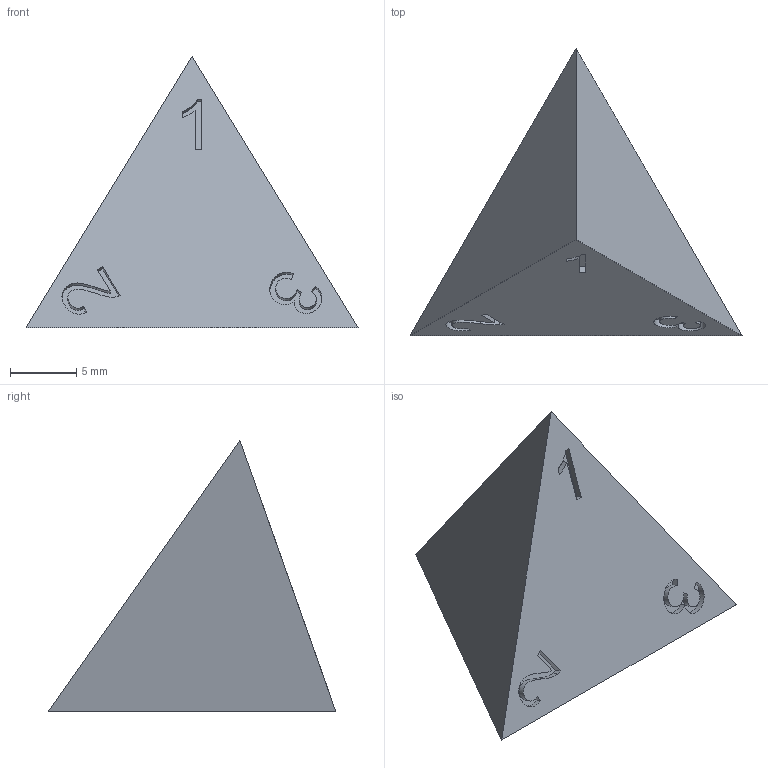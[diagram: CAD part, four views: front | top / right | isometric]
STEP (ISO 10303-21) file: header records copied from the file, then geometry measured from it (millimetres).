
FILE_DESCRIPTION(('HOOPS Exchange Step'),'2;1');
FILE_NAME('temp_export','2024-08-10T16:30:03+08:00',('sharma21'),('Shapr3D Limited'),'HOOPS Exchange 2024.2','Shapr3D','Authorized');
FILE_SCHEMA( ('AP242_MANAGED_MODEL_BASED_3D_ENGINEERING_MIM_LF {1 0 10303 442 1 1 4 }') );
Length unit declared in the file: millimetre
Products named in the file (1): root
Bounding box: 25 x 21.65 x 20.41 mm (x, y, z)
Volume: 1836 mm3; surface area: 1106.9 mm2
Topology: 1 solids, 1 shells, 30 faces, 75 edges, 50 vertices
Faces by surface type: plane 19, bspline 11
Entity records: 1437 total; most frequent: CARTESIAN_POINT 756, ORIENTED_EDGE 150, DIRECTION 95, EDGE_CURVE 75, VECTOR 53, LINE 53, VERTEX_POINT 50, EDGE_LOOP 33
